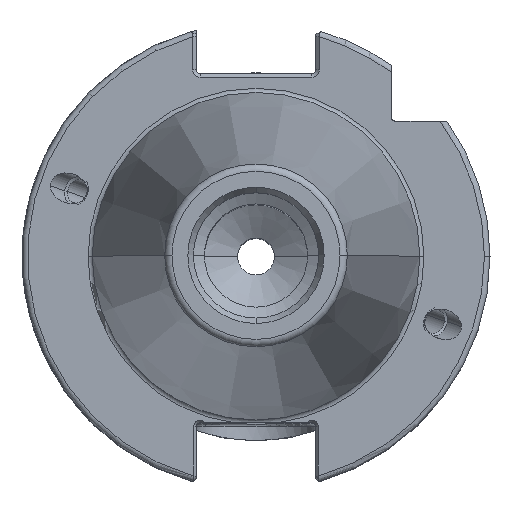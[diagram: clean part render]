
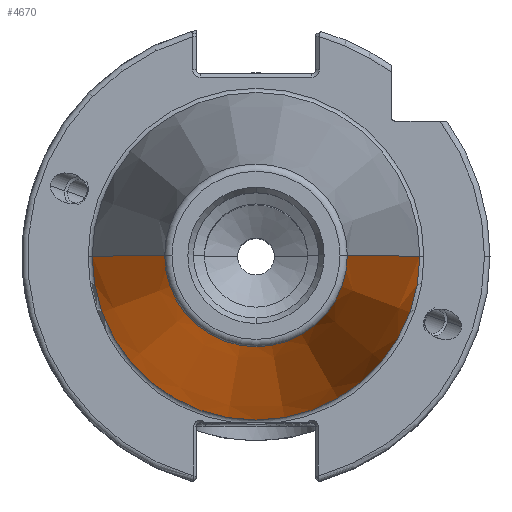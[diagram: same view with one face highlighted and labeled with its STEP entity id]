
A CAD part, top view. The second image highlights one B-rep face of the part: STEP entity #4670.
In plain terms, the highlighted conical face has half-angle 8.297 degrees and reference radius 12.397 mm.
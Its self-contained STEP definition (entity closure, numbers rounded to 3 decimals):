
#91 = EDGE_CURVE ( 'NONE', #8663, #8734, #4489, .T. ) ;
#118 = AXIS2_PLACEMENT_3D ( 'NONE', #8715, #6282, #8508 ) ;
#168 = CARTESIAN_POINT ( 'NONE',  ( -12.397, 0., 67.394 ) ) ;
#641 = DIRECTION ( 'NONE',  ( -0.144, 0., -0.99 ) ) ;
#1423 = CARTESIAN_POINT ( 'NONE',  ( -12.397, 0., 67.394 ) ) ;
#1630 = CARTESIAN_POINT ( 'NONE',  ( 12.397, 0., 67.394 ) ) ;
#1918 = EDGE_LOOP ( 'NONE', ( #9469, #8381, #8896, #4035 ) ) ;
#1997 = EDGE_CURVE ( 'NONE', #8121, #8734, #7256, .T. ) ;
#2020 = CARTESIAN_POINT ( 'NONE',  ( 22.225, 0., 0. ) ) ;
#2270 = EDGE_CURVE ( 'NONE', #8125, #8121, #3117, .T. ) ;
#2507 = CARTESIAN_POINT ( 'NONE',  ( 12.397, 0., 67.394 ) ) ;
#2582 = EDGE_CURVE ( 'NONE', #8125, #8663, #7949, .T. ) ;
#3117 = CIRCLE ( 'NONE', #7981, 12.397 ) ;
#4035 = ORIENTED_EDGE ( 'NONE', *, *, #91, .T. ) ;
#4267 = CARTESIAN_POINT ( 'NONE',  ( -22.225, 0., 0. ) ) ;
#4403 = FACE_OUTER_BOUND ( 'NONE', #1918, .T. ) ;
#4489 = CIRCLE ( 'NONE', #118, 22.225 ) ;
#4670 = ADVANCED_FACE ( 'NONE', ( #4403 ), #7264, .T. ) ;
#5250 = VECTOR ( 'NONE', #8696, 1000. ) ;
#5958 = VECTOR ( 'NONE', #641, 1000. ) ;
#6282 = DIRECTION ( 'NONE',  ( 0., 0., 1. ) ) ;
#7208 = CARTESIAN_POINT ( 'NONE',  ( 0., 0., 67.394 ) ) ;
#7214 = DIRECTION ( 'NONE',  ( 0., 0., 1. ) ) ;
#7222 = DIRECTION ( 'NONE',  ( 1., 0., 0. ) ) ;
#7256 = LINE ( 'NONE', #1630, #5250 ) ;
#7264 = CONICAL_SURFACE ( 'NONE', #7284, 12.397, 0.145 ) ;
#7284 = AXIS2_PLACEMENT_3D ( 'NONE', #9247, #9222, #9614 ) ;
#7949 = LINE ( 'NONE', #168, #5958 ) ;
#7981 = AXIS2_PLACEMENT_3D ( 'NONE', #7208, #7214, #7222 ) ;
#8121 = VERTEX_POINT ( 'NONE', #2507 ) ;
#8125 = VERTEX_POINT ( 'NONE', #1423 ) ;
#8381 = ORIENTED_EDGE ( 'NONE', *, *, #2270, .F. ) ;
#8508 = DIRECTION ( 'NONE',  ( 1., 0., 0. ) ) ;
#8663 = VERTEX_POINT ( 'NONE', #4267 ) ;
#8696 = DIRECTION ( 'NONE',  ( 0.144, 0., -0.99 ) ) ;
#8715 = CARTESIAN_POINT ( 'NONE',  ( 0., 0., 0. ) ) ;
#8734 = VERTEX_POINT ( 'NONE', #2020 ) ;
#8896 = ORIENTED_EDGE ( 'NONE', *, *, #2582, .T. ) ;
#9222 = DIRECTION ( 'NONE',  ( 0., 0., -1. ) ) ;
#9247 = CARTESIAN_POINT ( 'NONE',  ( 0., 0., 67.394 ) ) ;
#9469 = ORIENTED_EDGE ( 'NONE', *, *, #1997, .F. ) ;
#9614 = DIRECTION ( 'NONE',  ( -1., 0., 0. ) ) ;
